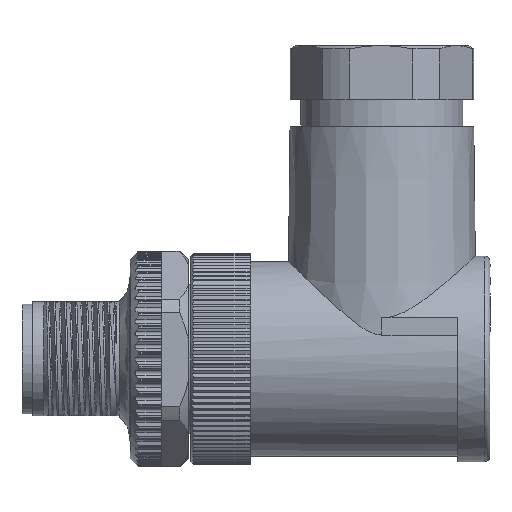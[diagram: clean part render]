
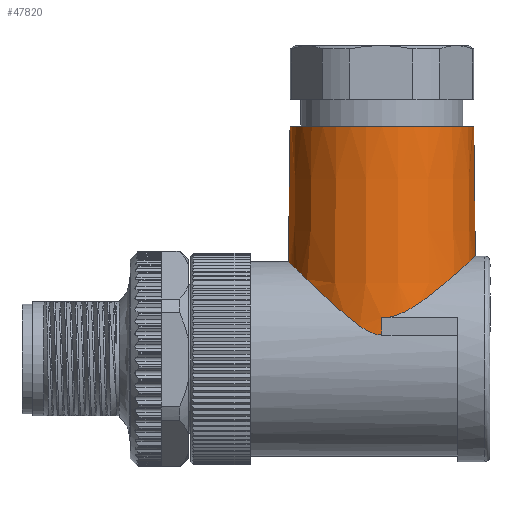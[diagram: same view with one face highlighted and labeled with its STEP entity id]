
A CAD part, front view. The second image highlights one B-rep face of the part: STEP entity #47820.
In plain terms, the highlighted conical face has half-angle 0.666 degrees and reference radius 8.726 mm.
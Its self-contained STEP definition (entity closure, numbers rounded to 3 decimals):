
#1690 = EDGE_LOOP ( 'NONE', ( #30326, #40085, #33259, #41792, #45062, #13990 ) ) ;
#2049 = EDGE_CURVE ( 'NONE', #43041, #25666, #39697, .T. ) ;
#2540 = FACE_OUTER_BOUND ( 'NONE', #1690, .T. ) ;
#3479 = EDGE_CURVE ( 'NONE', #31076, #9617, #39602, .T. ) ;
#3537 = CARTESIAN_POINT ( 'NONE',  ( -5.722, -2.235, 38.199 ) ) ;
#3709 = CARTESIAN_POINT ( 'NONE',  ( -2.751, -8.807, 35.354 ) ) ;
#3864 = CARTESIAN_POINT ( 'NONE',  ( 2.595, -10.959, 31.41 ) ) ;
#4537 = VECTOR ( 'NONE', #18444, 1000. ) ;
#7491 = CARTESIAN_POINT ( 'NONE',  ( -5.65, -3.526, 38.129 ) ) ;
#7656 = CARTESIAN_POINT ( 'NONE',  ( -2.138, -9.298, 34.783 ) ) ;
#9232 = CIRCLE ( 'NONE', #18519, 8.5 ) ;
#9539 = B_SPLINE_CURVE_WITH_KNOTS ( 'NONE', 3,
 ( #22270, #20716, #19079, #19027, #18861, #18690, #18587, #18529, #18347, #17957, #17789, #17679, #17622, #17506, #17445, #17338, #17282, #17239, #17125, #17078, #17007, #16949, #16772, #16669, #16427, #16319, #16257, #16076 ),
 .UNSPECIFIED., .F., .F.,
 ( 4, 2, 2, 2, 2, 2, 2, 2, 2, 2, 2, 2, 2, 4 ),
 ( -0.015, -0.014, -0.013, -0.012, -0.011, -0.009, -0.007, -0.007, -0.006, -0.005, -0.004, -0.002, -0.001, 0. ),
 .UNSPECIFIED. ) ;
#9613 = CARTESIAN_POINT ( 'NONE',  ( 11.563, -2.235, 38.699 ) ) ;
#9617 = VERTEX_POINT ( 'NONE', #9613 ) ;
#10782 = CARTESIAN_POINT ( 'NONE',  ( 11.423, -2.235, 50.699 ) ) ;
#11194 = DIRECTION ( 'NONE',  ( 0.012, 0., -1. ) ) ;
#11235 = CARTESIAN_POINT ( 'NONE',  ( 11.649, -2.235, 31.294 ) ) ;
#11435 = CARTESIAN_POINT ( 'NONE',  ( -5.355, -4.76, 37.843 ) ) ;
#11589 = CARTESIAN_POINT ( 'NONE',  ( -1.285, -9.86, 34.004 ) ) ;
#12154 = B_SPLINE_CURVE_WITH_KNOTS ( 'NONE', 3,
 ( #3537, #49567, #7491, #34559, #11435, #38328, #15330, #42122, #19278, #45915, #23184, #49728, #27088, #3709, #30920, #7656, #34728, #11589, #38492, #15491, #42280, #19442, #46065, #23345, #49887, #27256, #3864, #31081 ),
 .UNSPECIFIED., .F., .F.,
 ( 4, 2, 2, 2, 2, 2, 2, 2, 2, 2, 2, 2, 2, 4 ),
 ( 0.016, 0.017, 0.018, 0.019, 0.02, 0.021, 0.023, 0.024, 0.025, 0.027, 0.028, 0.029, 0.03, 0.031 ),
 .UNSPECIFIED. ) ;
#13498 = EDGE_CURVE ( 'NONE', #25666, #9617, #9539, .T. ) ;
#13990 = ORIENTED_EDGE ( 'NONE', *, *, #13498, .T. ) ;
#14478 = CARTESIAN_POINT ( 'NONE',  ( -5.802, -2.235, 31.294 ) ) ;
#15330 = CARTESIAN_POINT ( 'NONE',  ( -5.043, -5.627, 37.541 ) ) ;
#15491 = CARTESIAN_POINT ( 'NONE',  ( -0.134, -10.39, 33.013 ) ) ;
#16076 = CARTESIAN_POINT ( 'NONE',  ( 11.563, -2.235, 38.699 ) ) ;
#16257 = CARTESIAN_POINT ( 'NONE',  ( 11.563, -2.551, 38.699 ) ) ;
#16319 = CARTESIAN_POINT ( 'NONE',  ( 11.546, -2.863, 38.683 ) ) ;
#16427 = CARTESIAN_POINT ( 'NONE',  ( 11.479, -3.482, 38.622 ) ) ;
#16639 = EDGE_CURVE ( 'NONE', #36447, #43041, #12154, .T. ) ;
#16669 = CARTESIAN_POINT ( 'NONE',  ( 11.429, -3.791, 38.576 ) ) ;
#16772 = CARTESIAN_POINT ( 'NONE',  ( 11.232, -4.695, 38.396 ) ) ;
#16949 = CARTESIAN_POINT ( 'NONE',  ( 11.042, -5.262, 38.223 ) ) ;
#17007 = CARTESIAN_POINT ( 'NONE',  ( 10.683, -6.066, 37.897 ) ) ;
#17078 = CARTESIAN_POINT ( 'NONE',  ( 10.55, -6.327, 37.777 ) ) ;
#17125 = CARTESIAN_POINT ( 'NONE',  ( 10.266, -6.822, 37.523 ) ) ;
#17239 = CARTESIAN_POINT ( 'NONE',  ( 10.115, -7.058, 37.388 ) ) ;
#17282 = CARTESIAN_POINT ( 'NONE',  ( 9.795, -7.509, 37.105 ) ) ;
#17338 = CARTESIAN_POINT ( 'NONE',  ( 9.627, -7.724, 36.957 ) ) ;
#17445 = CARTESIAN_POINT ( 'NONE',  ( 9.273, -8.135, 36.649 ) ) ;
#17506 = CARTESIAN_POINT ( 'NONE',  ( 9.087, -8.332, 36.489 ) ) ;
#17622 = CARTESIAN_POINT ( 'NONE',  ( 8.51, -8.888, 35.999 ) ) ;
#17679 = CARTESIAN_POINT ( 'NONE',  ( 8.103, -9.213, 35.661 ) ) ;
#17789 = CARTESIAN_POINT ( 'NONE',  ( 7.241, -9.786, 34.981 ) ) ;
#17957 = CARTESIAN_POINT ( 'NONE',  ( 6.786, -10.034, 34.638 ) ) ;
#18261 = EDGE_CURVE ( 'NONE', #43936, #36447, #33073, .T. ) ;
#18347 = CARTESIAN_POINT ( 'NONE',  ( 6.05, -10.35, 34.143 ) ) ;
#18444 = DIRECTION ( 'NONE',  ( -0.012, 0., -1. ) ) ;
#18519 = AXIS2_PLACEMENT_3D ( 'NONE', #41530, #18649, #45292 ) ;
#18529 = CARTESIAN_POINT ( 'NONE',  ( 5.798, -10.445, 33.982 ) ) ;
#18587 = CARTESIAN_POINT ( 'NONE',  ( 5.278, -10.613, 33.682 ) ) ;
#18649 = DIRECTION ( 'NONE',  ( 0., 0., -1. ) ) ;
#18690 = CARTESIAN_POINT ( 'NONE',  ( 5.01, -10.686, 33.542 ) ) ;
#18861 = CARTESIAN_POINT ( 'NONE',  ( 4.448, -10.808, 33.295 ) ) ;
#19027 = CARTESIAN_POINT ( 'NONE',  ( 4.151, -10.857, 33.189 ) ) ;
#19079 = CARTESIAN_POINT ( 'NONE',  ( 3.549, -10.923, 33.043 ) ) ;
#19278 = CARTESIAN_POINT ( 'NONE',  ( -4.653, -6.435, 37.164 ) ) ;
#19442 = CARTESIAN_POINT ( 'NONE',  ( 0.606, -10.638, 32.43 ) ) ;
#19620 = CARTESIAN_POINT ( 'NONE',  ( 2.923, -2.235, 31.294 ) ) ;
#20716 = CARTESIAN_POINT ( 'NONE',  ( 3.241, -10.941, 33.002 ) ) ;
#21536 = AXIS2_PLACEMENT_3D ( 'NONE', #19620, #47808, #25184 ) ;
#22270 = CARTESIAN_POINT ( 'NONE',  ( 2.923, -10.941, 33.002 ) ) ;
#23184 = CARTESIAN_POINT ( 'NONE',  ( -4.197, -7.176, 36.727 ) ) ;
#23345 = CARTESIAN_POINT ( 'NONE',  ( 1.398, -10.824, 31.896 ) ) ;
#23519 = CARTESIAN_POINT ( 'NONE',  ( -5.722, -2.235, 38.199 ) ) ;
#23993 = CARTESIAN_POINT ( 'NONE',  ( 2.923, -10.941, 33.002 ) ) ;
#24973 = DIRECTION ( 'NONE',  ( 0., 0.012, 1. ) ) ;
#25184 = DIRECTION ( 'NONE',  ( -1., 0., 0. ) ) ;
#25666 = VERTEX_POINT ( 'NONE', #42145 ) ;
#27088 = CARTESIAN_POINT ( 'NONE',  ( -3.337, -8.26, 35.905 ) ) ;
#27252 = CARTESIAN_POINT ( 'NONE',  ( -5.577, -2.235, 50.699 ) ) ;
#27256 = CARTESIAN_POINT ( 'NONE',  ( 2.274, -10.939, 31.491 ) ) ;
#30326 = ORIENTED_EDGE ( 'NONE', *, *, #3479, .F. ) ;
#30759 = VECTOR ( 'NONE', #11194, 1000. ) ;
#30920 = CARTESIAN_POINT ( 'NONE',  ( -2.549, -8.979, 35.164 ) ) ;
#31076 = VERTEX_POINT ( 'NONE', #10782 ) ;
#31081 = CARTESIAN_POINT ( 'NONE',  ( 2.923, -10.959, 31.41 ) ) ;
#31126 = CONICAL_SURFACE ( 'NONE', #21536, 8.726, 0.012 ) ;
#33073 = LINE ( 'NONE', #14478, #4537 ) ;
#33259 = ORIENTED_EDGE ( 'NONE', *, *, #18261, .T. ) ;
#34559 = CARTESIAN_POINT ( 'NONE',  ( -5.442, -4.454, 37.927 ) ) ;
#34728 = CARTESIAN_POINT ( 'NONE',  ( -1.928, -9.446, 34.589 ) ) ;
#36447 = VERTEX_POINT ( 'NONE', #23519 ) ;
#36626 = CARTESIAN_POINT ( 'NONE',  ( 2.923, -10.959, 31.41 ) ) ;
#38328 = CARTESIAN_POINT ( 'NONE',  ( -5.156, -5.345, 37.65 ) ) ;
#38492 = CARTESIAN_POINT ( 'NONE',  ( -0.839, -10.095, 33.606 ) ) ;
#39602 = LINE ( 'NONE', #11235, #30759 ) ;
#39697 = LINE ( 'NONE', #23993, #48538 ) ;
#40085 = ORIENTED_EDGE ( 'NONE', *, *, #48636, .T. ) ;
#41530 = CARTESIAN_POINT ( 'NONE',  ( 2.923, -2.235, 50.699 ) ) ;
#41792 = ORIENTED_EDGE ( 'NONE', *, *, #16639, .T. ) ;
#42122 = CARTESIAN_POINT ( 'NONE',  ( -4.792, -6.172, 37.298 ) ) ;
#42145 = CARTESIAN_POINT ( 'NONE',  ( 2.923, -10.941, 33.002 ) ) ;
#42280 = CARTESIAN_POINT ( 'NONE',  ( 0.107, -10.479, 32.815 ) ) ;
#43041 = VERTEX_POINT ( 'NONE', #36626 ) ;
#43936 = VERTEX_POINT ( 'NONE', #27252 ) ;
#45062 = ORIENTED_EDGE ( 'NONE', *, *, #2049, .T. ) ;
#45292 = DIRECTION ( 'NONE',  ( -1., 0., 0. ) ) ;
#45915 = CARTESIAN_POINT ( 'NONE',  ( -4.355, -6.938, 36.878 ) ) ;
#46065 = CARTESIAN_POINT ( 'NONE',  ( 0.862, -10.707, 32.243 ) ) ;
#47808 = DIRECTION ( 'NONE',  ( 0., 0., -1. ) ) ;
#47820 = ADVANCED_FACE ( 'NONE', ( #2540 ), #31126, .T. ) ;
#48538 = VECTOR ( 'NONE', #24973, 1000. ) ;
#48636 = EDGE_CURVE ( 'NONE', #31076, #43936, #9232, .T. ) ;
#49567 = CARTESIAN_POINT ( 'NONE',  ( -5.722, -2.89, 38.199 ) ) ;
#49728 = CARTESIAN_POINT ( 'NONE',  ( -3.7, -7.855, 36.251 ) ) ;
#49887 = CARTESIAN_POINT ( 'NONE',  ( 1.679, -10.871, 31.734 ) ) ;
